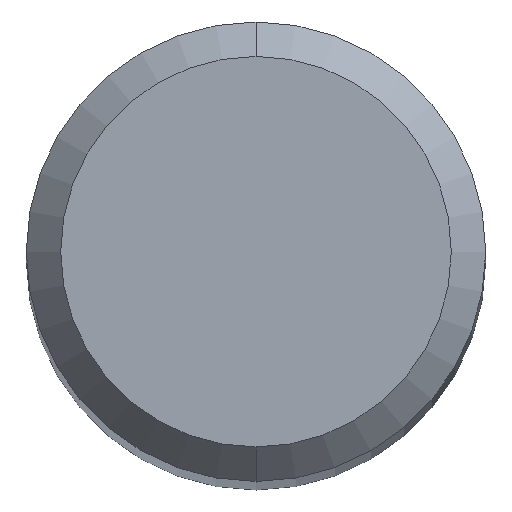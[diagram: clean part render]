
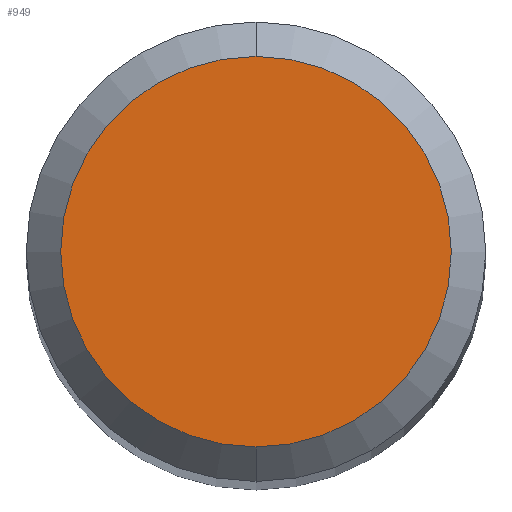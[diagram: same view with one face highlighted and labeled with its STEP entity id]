
A CAD part, top view. The second image highlights one B-rep face of the part: STEP entity #949.
In plain terms, the highlighted planar face has unit normal (0, 0, 1).
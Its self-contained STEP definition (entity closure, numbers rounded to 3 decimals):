
#465=EDGE_CURVE('',#1131,#1023,#1249,.T.);
#665=EDGE_CURVE('',#1023,#1131,#1470,.T.);
#949=ADVANCED_FACE('',(#1778),#1779,.T.);
#1023=VERTEX_POINT('',#1857);
#1131=VERTEX_POINT('',#1972);
#1249=CIRCLE('',#2253,1.7);
#1470=CIRCLE('',#3197,1.7);
#1778=FACE_OUTER_BOUND('',#4395,.T.);
#1779=PLANE('',#4396);
#1857=CARTESIAN_POINT('',(0.,-1.7,0.0));
#1972=CARTESIAN_POINT('',(0.0,1.7,0.0));
#2253=AXIS2_PLACEMENT_3D('',#5214,#5215,#5216);
#3197=AXIS2_PLACEMENT_3D('',#5459,#5460,#5461);
#4395=EDGE_LOOP('',(#5784,#5785));
#4396=AXIS2_PLACEMENT_3D('',#5786,#5787,#5788);
#5214=CARTESIAN_POINT('',(0.0,0.0,0.0));
#5215=DIRECTION('',(0.0,0.0,-1.0));
#5216=DIRECTION('',(0.0,1.0,0.0));
#5459=CARTESIAN_POINT('',(0.0,0.0,0.0));
#5460=DIRECTION('',(0.0,0.0,-1.0));
#5461=DIRECTION('',(0.0,1.0,0.0));
#5784=ORIENTED_EDGE('',*,*,#465,.F.);
#5785=ORIENTED_EDGE('',*,*,#665,.F.);
#5786=CARTESIAN_POINT('',(0.0,0.85,0.0));
#5787=DIRECTION('',(-0.0,0.0,1.0));
#5788=DIRECTION('',(0.0,-1.0,0.0));
